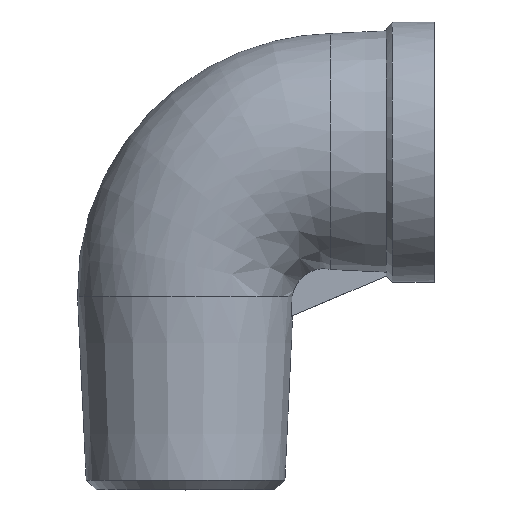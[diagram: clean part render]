
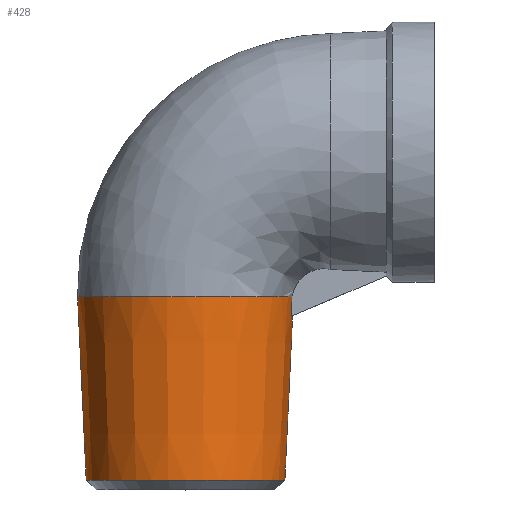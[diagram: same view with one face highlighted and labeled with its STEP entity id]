
A CAD part, top view. The second image highlights one B-rep face of the part: STEP entity #428.
In plain terms, the highlighted conical face has half-angle 2.7 degrees and reference radius 10.25 mm.
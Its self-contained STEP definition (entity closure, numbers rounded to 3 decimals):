
#27=FACE_BOUND('',#126,.T.);
#39=CONICAL_SURFACE('',#496,10.25,0.047);
#53=CIRCLE('',#481,11.193);
#54=CIRCLE('',#482,11.193);
#59=CIRCLE('',#492,10.297);
#62=CIRCLE('',#497,11.193);
#63=CIRCLE('',#498,11.193);
#72=ELLIPSE('',#462,11.296,10.973);
#73=ELLIPSE('',#464,11.296,10.973);
#74=ELLIPSE('',#466,11.822,10.881);
#91=FACE_OUTER_BOUND('',#125,.T.);
#125=EDGE_LOOP('',(#351,#352,#353,#354,#355,#356,#357,#358,#359));
#126=EDGE_LOOP('',(#360));
#145=LINE('',#726,#162);
#161=LINE('',#772,#178);
#162=VECTOR('',#521,10.);
#178=VECTOR('',#559,10.);
#190=VERTEX_POINT('',#657);
#191=VERTEX_POINT('',#725);
#196=VERTEX_POINT('',#737);
#197=VERTEX_POINT('',#738);
#199=VERTEX_POINT('',#744);
#207=VERTEX_POINT('',#771);
#212=VERTEX_POINT('',#923);
#213=VERTEX_POINT('',#925);
#217=VERTEX_POINT('',#946);
#220=VERTEX_POINT('',#954);
#230=EDGE_CURVE('',#191,#190,#145,.T.);
#236=EDGE_CURVE('',#196,#197,#72,.T.);
#239=EDGE_CURVE('',#199,#191,#73,.T.);
#241=EDGE_CURVE('',#197,#199,#74,.T.);
#252=EDGE_CURVE('',#207,#196,#161,.T.);
#261=EDGE_CURVE('',#212,#207,#53,.T.);
#262=EDGE_CURVE('',#213,#212,#54,.T.);
#268=EDGE_CURVE('',#217,#217,#59,.T.);
#271=EDGE_CURVE('',#190,#220,#62,.T.);
#272=EDGE_CURVE('',#220,#213,#63,.T.);
#351=ORIENTED_EDGE('',*,*,#230,.T.);
#352=ORIENTED_EDGE('',*,*,#271,.T.);
#353=ORIENTED_EDGE('',*,*,#272,.T.);
#354=ORIENTED_EDGE('',*,*,#262,.T.);
#355=ORIENTED_EDGE('',*,*,#261,.T.);
#356=ORIENTED_EDGE('',*,*,#252,.T.);
#357=ORIENTED_EDGE('',*,*,#236,.T.);
#358=ORIENTED_EDGE('',*,*,#241,.T.);
#359=ORIENTED_EDGE('',*,*,#239,.T.);
#360=ORIENTED_EDGE('',*,*,#268,.F.);
#428=ADVANCED_FACE('',(#91,#27),#39,.T.);
#462=AXIS2_PLACEMENT_3D('',#739,#529,#530);
#464=AXIS2_PLACEMENT_3D('',#745,#535,#536);
#466=AXIS2_PLACEMENT_3D('',#748,#540,#541);
#481=AXIS2_PLACEMENT_3D('',#924,#578,#579);
#482=AXIS2_PLACEMENT_3D('',#926,#580,#581);
#492=AXIS2_PLACEMENT_3D('',#947,#600,#601);
#496=AXIS2_PLACEMENT_3D('',#953,#608,#609);
#497=AXIS2_PLACEMENT_3D('',#955,#610,#611);
#498=AXIS2_PLACEMENT_3D('',#956,#612,#613);
#521=DIRECTION('',(0.048,0.999,0.));
#529=DIRECTION('center_axis',(0.237,-0.972,0.));
#530=DIRECTION('ref_axis',(-0.972,-0.237,0.));
#535=DIRECTION('center_axis',(0.237,-0.972,0.));
#536=DIRECTION('ref_axis',(-0.972,-0.237,0.));
#540=DIRECTION('center_axis',(0.391,-0.921,0.));
#541=DIRECTION('ref_axis',(-0.921,-0.391,0.));
#559=DIRECTION('',(-0.048,-0.999,0.));
#578=DIRECTION('center_axis',(0.,-1.,0.));
#579=DIRECTION('ref_axis',(1.,0.,0.));
#580=DIRECTION('center_axis',(0.,-1.,0.));
#581=DIRECTION('ref_axis',(1.,0.,0.));
#600=DIRECTION('center_axis',(0.,-1.,0.));
#601=DIRECTION('ref_axis',(1.,0.,0.));
#608=DIRECTION('center_axis',(0.,1.,0.));
#609=DIRECTION('ref_axis',(1.,0.,0.));
#610=DIRECTION('center_axis',(0.,-1.,0.));
#611=DIRECTION('ref_axis',(1.,0.,0.));
#612=DIRECTION('center_axis',(0.,-1.,0.));
#613=DIRECTION('ref_axis',(1.,0.,0.));
#657=CARTESIAN_POINT('',(11.031,20.,1.9));
#725=CARTESIAN_POINT('',(10.934,17.984,1.9));
#726=CARTESIAN_POINT('',(10.971,18.756,1.9));
#737=CARTESIAN_POINT('',(10.934,17.984,-1.9));
#738=CARTESIAN_POINT('',(11.,18.,-1.478));
#739=CARTESIAN_POINT('Origin',(0.126,15.347,0.));
#744=CARTESIAN_POINT('',(11.,18.,1.478));
#745=CARTESIAN_POINT('Origin',(0.126,15.347,0.));
#748=CARTESIAN_POINT('Origin',(0.218,13.425,0.));
#771=CARTESIAN_POINT('',(11.031,20.,-1.9));
#772=CARTESIAN_POINT('',(10.971,18.756,-1.9));
#923=CARTESIAN_POINT('',(0.,20.,-11.193));
#924=CARTESIAN_POINT('Origin',(0.,20.,0.));
#925=CARTESIAN_POINT('',(-11.193,20.,0.));
#926=CARTESIAN_POINT('Origin',(0.,20.,0.));
#946=CARTESIAN_POINT('',(-10.297,0.999,0.));
#947=CARTESIAN_POINT('Origin',(0.,0.999,0.));
#953=CARTESIAN_POINT('Origin',(0.,0.,0.));
#954=CARTESIAN_POINT('',(0.,20.,11.193));
#955=CARTESIAN_POINT('Origin',(0.,20.,0.));
#956=CARTESIAN_POINT('Origin',(0.,20.,0.));
